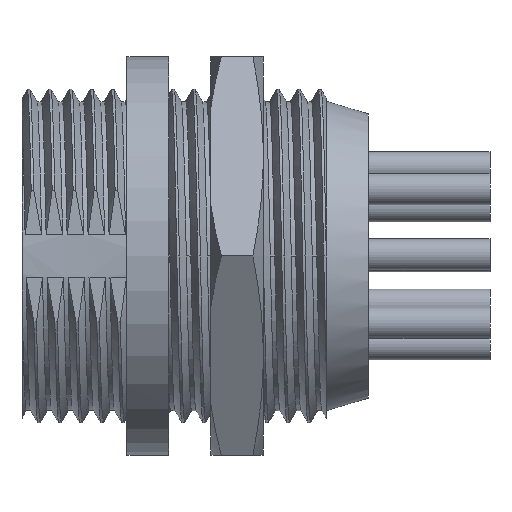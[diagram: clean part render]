
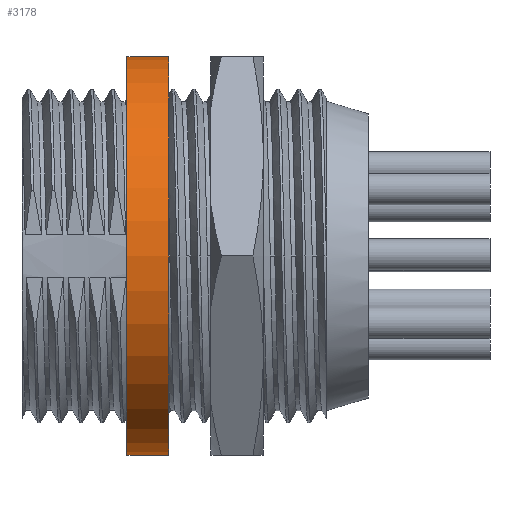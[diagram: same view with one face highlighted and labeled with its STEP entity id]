
A CAD part, left-side view. The second image highlights one B-rep face of the part: STEP entity #3178.
In plain terms, the highlighted cylindrical face has radius 9.5 mm (diameter 19 mm), a full revolution.
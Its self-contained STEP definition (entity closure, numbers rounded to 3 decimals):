
#278=FACE_OUTER_BOUND('',#480,.T.);
#480=EDGE_LOOP('',(#2475,#2476,#2477,#2478,#2479));
#622=CIRCLE('',#3359,9.5);
#623=CIRCLE('',#3360,9.5);
#630=CIRCLE('',#3384,9.5);
#940=LINE('',#8741,#1138);
#1138=VECTOR('',#3767,9.5);
#1402=VERTEX_POINT('',#5681);
#1403=VERTEX_POINT('',#5682);
#1412=VERTEX_POINT('',#8739);
#1732=EDGE_CURVE('',#1402,#1403,#622,.T.);
#1733=EDGE_CURVE('',#1403,#1402,#623,.T.);
#1793=EDGE_CURVE('',#1412,#1412,#630,.T.);
#1794=EDGE_CURVE('',#1412,#1403,#940,.T.);
#2475=ORIENTED_EDGE('',*,*,#1793,.F.);
#2476=ORIENTED_EDGE('',*,*,#1794,.T.);
#2477=ORIENTED_EDGE('',*,*,#1732,.F.);
#2478=ORIENTED_EDGE('',*,*,#1733,.F.);
#2479=ORIENTED_EDGE('',*,*,#1794,.F.);
#3081=CYLINDRICAL_SURFACE('',#3383,9.5);
#3178=ADVANCED_FACE('',(#278),#3081,.T.);
#3359=AXIS2_PLACEMENT_3D('',#5683,#3715,#3716);
#3360=AXIS2_PLACEMENT_3D('',#5684,#3717,#3718);
#3383=AXIS2_PLACEMENT_3D('',#8738,#3763,#3764);
#3384=AXIS2_PLACEMENT_3D('',#8740,#3765,#3766);
#3715=DIRECTION('center_axis',(0.,1.,0.));
#3716=DIRECTION('ref_axis',(1.,0.,0.));
#3717=DIRECTION('center_axis',(0.,1.,0.));
#3718=DIRECTION('ref_axis',(1.,0.,0.));
#3763=DIRECTION('center_axis',(0.,-1.,0.));
#3764=DIRECTION('ref_axis',(1.,0.,0.));
#3765=DIRECTION('center_axis',(0.,-1.,0.));
#3766=DIRECTION('ref_axis',(1.,0.,0.));
#3767=DIRECTION('',(0.,1.,0.));
#5681=CARTESIAN_POINT('',(7.3,0.,-6.079));
#5682=CARTESIAN_POINT('',(-9.5,0.,0.));
#5683=CARTESIAN_POINT('Origin',(0.,0.,0.));
#5684=CARTESIAN_POINT('Origin',(0.,0.,0.));
#8738=CARTESIAN_POINT('Origin',(0.,0.,0.));
#8739=CARTESIAN_POINT('',(-9.5,-2.,0.));
#8740=CARTESIAN_POINT('Origin',(0.,-2.,0.));
#8741=CARTESIAN_POINT('',(-9.5,0.,0.));
